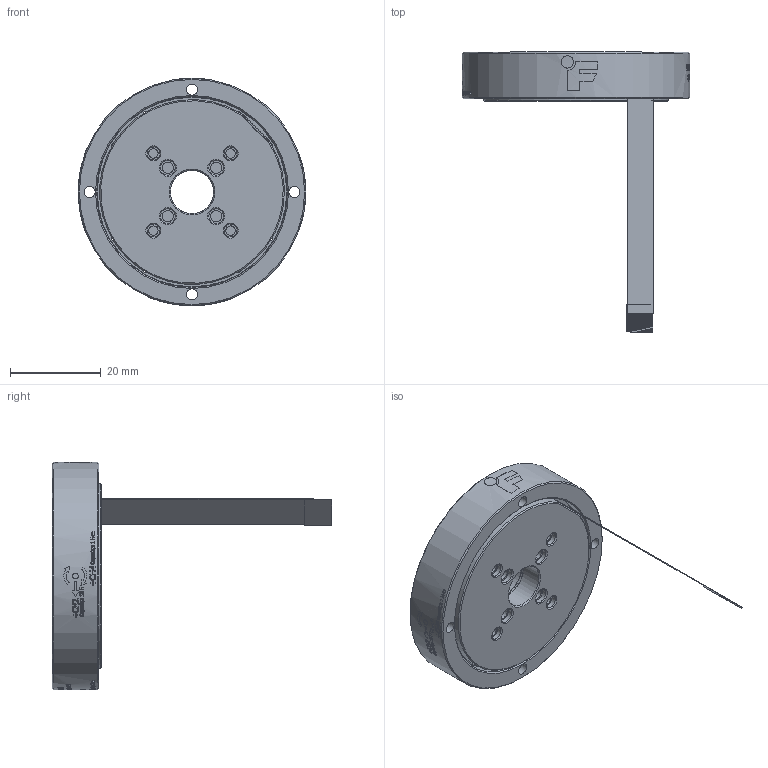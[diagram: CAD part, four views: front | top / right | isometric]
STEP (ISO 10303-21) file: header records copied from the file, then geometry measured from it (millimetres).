
FILE_DESCRIPTION(/* description */ (''),/* implementation_level */ '2;1');
FILE_NAME(/* name */ 'FO1444.stp',/* time_stamp */ '2017-07-21T15:54:19-07:00',/* author */ ('Javier'),/* organization */ (''),/* preprocessor_version */ 'ST-DEVELOPER v15.6',/* originating_system */ 'Autodesk Inventor 2015',/* authorisation */ '');
FILE_SCHEMA (('AUTOMOTIVE_DESIGN { 1 0 10303 214 3 1 1 }'));
Products named in the file (1): FO1444
Bounding box: 50 x 61.54 x 50 mm (x, y, z)
Volume: 15624.8 mm3; surface area: 13545.7 mm2
Topology: 1 solids, 7 shells, 3435 faces, 9439 edges, 6287 vertices
Faces by surface type: plane 1769, bspline 1188, cylinder 390, cone 45, torus 43
Full cylindrical faces by diameter (mm): 2.07 x8, 2.464 x8, 2.794 x4, 3.2 x4, 9.525 x2, 10.262 x2, 10.325 x1, 29.21 x1, 37.592 x1, 39.014 x1, 41.91 x1, 50 x1
Entity records: 132035 total; most frequent: CARTESIAN_POINT 50309, ORIENTED_EDGE 18696, DIRECTION 12696, EDGE_CURVE 9348, VERTEX_POINT 6259, LINE 5420, VECTOR 5420, EDGE_LOOP 3807
